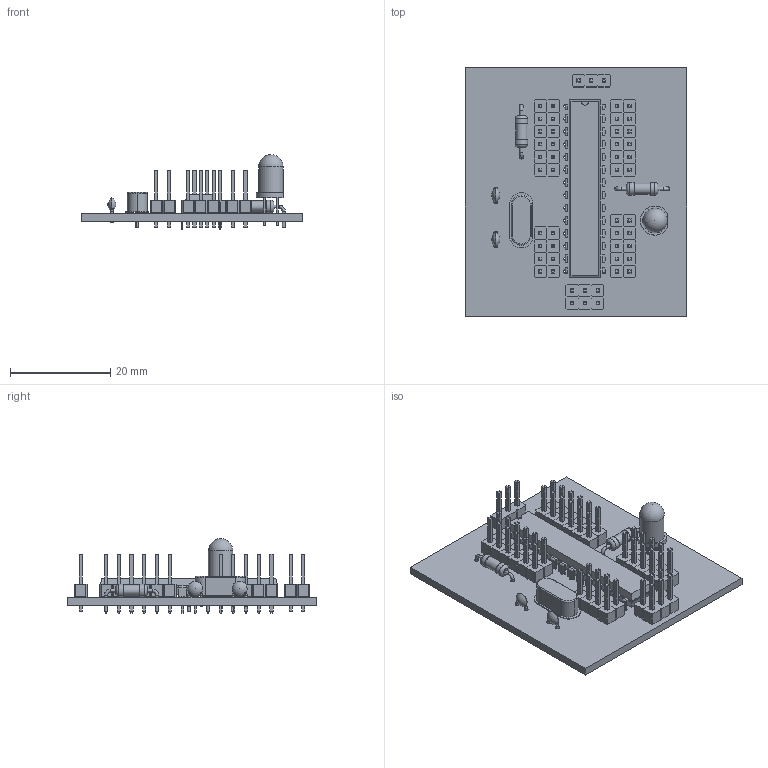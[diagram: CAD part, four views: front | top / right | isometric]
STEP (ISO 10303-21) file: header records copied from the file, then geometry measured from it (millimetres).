
FILE_DESCRIPTION(('KiCad electronic assembly'),'2;1');
FILE_NAME('Arduino_V1.0.step','2024-01-16T23:06:06',('Pcbnew'),('Kicad') ,'Open CASCADE STEP processor 7.6','KiCad to STEP converter','Unknown' );
FILE_SCHEMA(('AUTOMOTIVE_DESIGN { 1 0 10303 214 1 1 1 1 }'));
Length unit declared in the file: millimetre
Products named in the file (16): Arduino_V1.0 1; C_Disc_D3.0mm_W1.6mm_P2.50mm; SOLID; LED_D5.0mm; PinHeader_1x03_P2.54mm_Vertical; PinHeader_1x01_P2.54mm_Vertical; R_Axial_DIN0207_L6.3mm_D2.5mm_P10.16mm_Horizontal; DIP-28_W7.62mm; Crystal_HC49-4H_Vertical; _autosave-Arduino_V1.0 PCB
Assembly tree (60 placements, depth 3):
  Arduino_V1.0 1
    C_Disc_D3.0mm_W1.6mm_P2.50mm  x2
      SOLID
    LED_D5.0mm
      SOLID
    PinHeader_1x03_P2.54mm_Vertical  x3
      SOLID
    PinHeader_1x01_P2.54mm_Vertical  x42
      SOLID
    R_Axial_DIN0207_L6.3mm_D2.5mm_P10.16mm_Horizontal  x2
      SOLID
    DIP-28_W7.62mm
      SOLID
    Crystal_HC49-4H_Vertical
      SOLID
    _autosave-Arduino_V1.0 PCB
Bounding box: 44.2 x 49.53 x 14.9 mm (x, y, z)
Volume: 5520.4 mm3; surface area: 9580.8 mm2
Topology: 53 solids, 53 shells, 2089 faces, 5060 edges, 3189 vertices
Faces by surface type: plane 1840, cylinder 188, bspline 40, torus 12, sphere 5, revolution 4
Full cylindrical faces by diameter (mm): 0.5 x6, 0.6 x8, 0.8 x38, 0.9 x2, 1 x51, 2.25 x2, 2.5 x4, 4.9 x1
Entity records: 57497 total; most frequent: CARTESIAN_POINT 11812, DIRECTION 7552, LINE 5161, VECTOR 5161, ORIENTED_EDGE 4030, PCURVE 4030, DEFINITIONAL_REPRESENTATION 4030, EDGE_CURVE 2015
